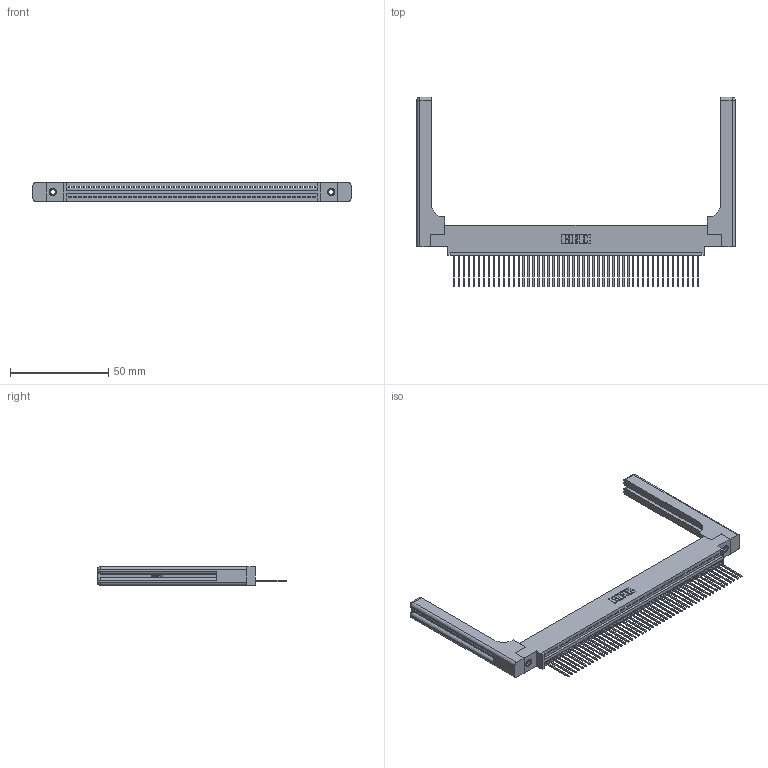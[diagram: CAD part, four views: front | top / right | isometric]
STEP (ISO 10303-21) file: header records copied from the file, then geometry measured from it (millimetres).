
FILE_DESCRIPTION (( 'STEP AP203' ), '1' );
FILE_NAME ('395-050-542-658.STEP', '2019-10-23T07:22:09', ( '' ), ( '' ), 'SwSTEP 2.0', 'SolidWorks 2016', '' );
FILE_SCHEMA (( 'CONFIG_CONTROL_DESIGN' ));
Length unit declared in the file: inch
Products named in the file (5): 345-292-001_345-293-142; 395-050-542-658; 345 Part_0.170 Offset - 0.156 Dia-TH; 345-220-058_345-220-058; 345-250-001_345-250-001-102
Assembly tree (55 placements, depth 2):
  395-050-542-658
    345 Part_0.170 Offset - 0.156 Dia-TH
    345-292-001_345-293-142  x50
    345-250-001_345-250-001-102  x2
    345-220-058_345-220-058  x2
Bounding box: 162.03 x 96.57 x 9.4 mm (x, y, z)
Volume: 23957.8 mm3; surface area: 26779.8 mm2
Topology: 55 solids, 55 shells, 3286 faces, 9819 edges, 6458 vertices
Faces by surface type: plane 2232, cylinder 994, bspline 36, cone 12, sphere 8, torus 4
Entity records: 41886 total; most frequent: CARTESIAN_POINT 8227, ORIENTED_EDGE 7008, DIRECTION 6120, EDGE_CURVE 3504, LINE 3080, VECTOR 3080, VERTEX_POINT 2326, AXIS2_PLACEMENT_3D 1520
